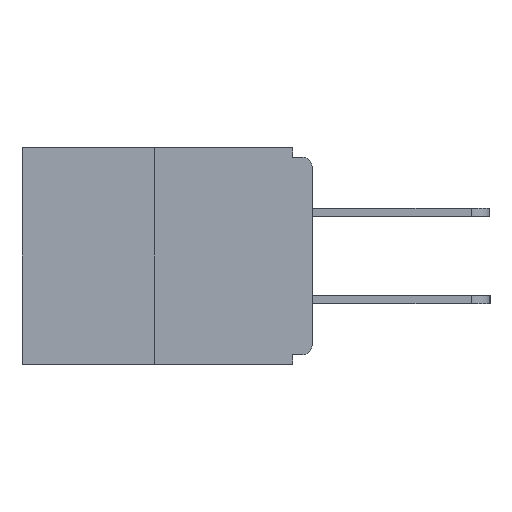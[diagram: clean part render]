
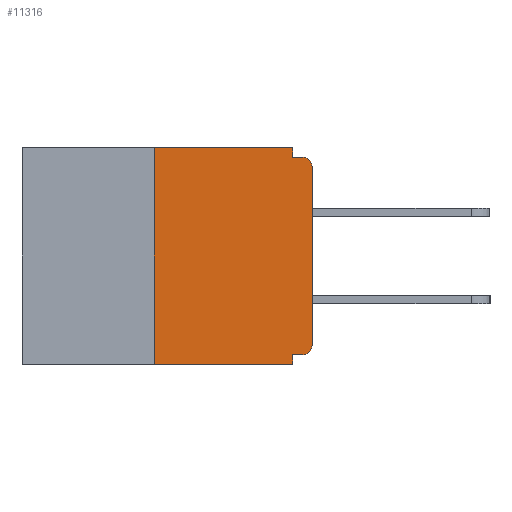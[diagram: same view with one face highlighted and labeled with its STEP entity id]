
A CAD part, left-side view. The second image highlights one B-rep face of the part: STEP entity #11316.
In plain terms, the highlighted planar face has unit normal (-1, 0, 0).
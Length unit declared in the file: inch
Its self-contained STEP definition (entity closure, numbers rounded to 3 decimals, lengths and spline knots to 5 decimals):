
#18 = ORIENTED_EDGE ( 'NONE', *, *, #7546, .F. ) ;
#229 = ORIENTED_EDGE ( 'NONE', *, *, #5717, .T. ) ;
#854 = VERTEX_POINT ( 'NONE', #1615 ) ;
#1262 = CARTESIAN_POINT ( 'NONE',  ( 0., 0., -0.03 ) ) ;
#1342 = DIRECTION ( 'NONE',  ( 0., 0., -1. ) ) ;
#1445 = CARTESIAN_POINT ( 'NONE',  ( 0., 0.015, -0.03 ) ) ;
#1580 = CARTESIAN_POINT ( 'NONE',  ( 0., 0.031, -0.015 ) ) ;
#1594 = EDGE_CURVE ( 'NONE', #8970, #2201, #6552, .T. ) ;
#1615 = CARTESIAN_POINT ( 'NONE',  ( 0., 0.031, 0. ) ) ;
#1820 = CARTESIAN_POINT ( 'NONE',  ( 0., 0., -0.015 ) ) ;
#1894 = AXIS2_PLACEMENT_3D ( 'NONE', #12748, #6022, #13683 ) ;
#2126 = ORIENTED_EDGE ( 'NONE', *, *, #6821, .F. ) ;
#2201 = VERTEX_POINT ( 'NONE', #10499 ) ;
#2212 = DIRECTION ( 'NONE',  ( 0., 0., -1. ) ) ;
#2514 = CARTESIAN_POINT ( 'NONE',  ( 0., 0.46, 0. ) ) ;
#2583 = VECTOR ( 'NONE', #3941, 39.37008 ) ;
#2679 = ORIENTED_EDGE ( 'NONE', *, *, #1594, .T. ) ;
#2756 = LINE ( 'NONE', #10554, #2583 ) ;
#3013 = VECTOR ( 'NONE', #12924, 39.37008 ) ;
#3125 = VECTOR ( 'NONE', #9361, 39.37008 ) ;
#3200 = VECTOR ( 'NONE', #2212, 39.37008 ) ;
#3259 = CARTESIAN_POINT ( 'NONE',  ( 0., 0.031, -0.343 ) ) ;
#3644 = PLANE ( 'NONE',  #9887 ) ;
#3806 = LINE ( 'NONE', #1820, #3125 ) ;
#3941 = DIRECTION ( 'NONE',  ( 0., 0., 1. ) ) ;
#4096 = LINE ( 'NONE', #11694, #7332 ) ;
#4225 = LINE ( 'NONE', #6279, #3013 ) ;
#4392 = EDGE_CURVE ( 'NONE', #10744, #5626, #3806, .T. ) ;
#4508 = FACE_OUTER_BOUND ( 'NONE', #8161, .T. ) ;
#4697 = CARTESIAN_POINT ( 'NONE',  ( 0., 0.031, -0.343 ) ) ;
#4825 = DIRECTION ( 'NONE',  ( 0., 0., -1. ) ) ;
#4879 = DIRECTION ( 'NONE',  ( 1., 0., 0. ) ) ;
#4955 = CARTESIAN_POINT ( 'NONE',  ( 0., 0.25, 0. ) ) ;
#5201 = EDGE_CURVE ( 'NONE', #11673, #5626, #13053, .T. ) ;
#5626 = VERTEX_POINT ( 'NONE', #7162 ) ;
#5717 = EDGE_CURVE ( 'NONE', #12445, #13365, #5980, .T. ) ;
#5792 = EDGE_CURVE ( 'NONE', #2201, #11673, #4096, .T. ) ;
#5807 = DIRECTION ( 'NONE',  ( 0., -1., 0. ) ) ;
#5980 = LINE ( 'NONE', #10325, #12686 ) ;
#6022 = DIRECTION ( 'NONE',  ( -1., 0., 0. ) ) ;
#6279 = CARTESIAN_POINT ( 'NONE',  ( 0., 0., -0.328 ) ) ;
#6552 = CIRCLE ( 'NONE', #1894, 0.015 ) ;
#6662 = CARTESIAN_POINT ( 'NONE',  ( 0., 0.031, 0. ) ) ;
#6821 = EDGE_CURVE ( 'NONE', #7929, #13365, #10791, .T. ) ;
#6832 = ORIENTED_EDGE ( 'NONE', *, *, #11315, .F. ) ;
#6931 = ORIENTED_EDGE ( 'NONE', *, *, #7603, .F. ) ;
#7081 = ORIENTED_EDGE ( 'NONE', *, *, #5792, .T. ) ;
#7118 = LINE ( 'NONE', #6662, #11269 ) ;
#7157 = VECTOR ( 'NONE', #5807, 39.37008 ) ;
#7162 = CARTESIAN_POINT ( 'NONE',  ( 0., 0.015, -0.015 ) ) ;
#7332 = VECTOR ( 'NONE', #11748, 39.37008 ) ;
#7546 = EDGE_CURVE ( 'NONE', #8970, #7929, #4225, .T. ) ;
#7603 = EDGE_CURVE ( 'NONE', #854, #10744, #7118, .T. ) ;
#7929 = VERTEX_POINT ( 'NONE', #13640 ) ;
#8161 = EDGE_LOOP ( 'NONE', ( #6832, #13456, #229, #2126, #18, #2679, #7081, #9355, #9895, #6931 ) ) ;
#8429 = VERTEX_POINT ( 'NONE', #4955 ) ;
#8882 = DIRECTION ( 'NONE',  ( 0., 0., -1. ) ) ;
#8970 = VERTEX_POINT ( 'NONE', #11121 ) ;
#8972 = EDGE_CURVE ( 'NONE', #12445, #8429, #2756, .T. ) ;
#9355 = ORIENTED_EDGE ( 'NONE', *, *, #5201, .T. ) ;
#9361 = DIRECTION ( 'NONE',  ( 0., -1., 0. ) ) ;
#9675 = AXIS2_PLACEMENT_3D ( 'NONE', #1445, #10165, #1342 ) ;
#9887 = AXIS2_PLACEMENT_3D ( 'NONE', #11373, #4879, #4825 ) ;
#9895 = ORIENTED_EDGE ( 'NONE', *, *, #4392, .F. ) ;
#10129 = LINE ( 'NONE', #2514, #7157 ) ;
#10165 = DIRECTION ( 'NONE',  ( -1., 0., 0. ) ) ;
#10325 = CARTESIAN_POINT ( 'NONE',  ( 0., 0.46, -0.343 ) ) ;
#10343 = CARTESIAN_POINT ( 'NONE',  ( 0., 0.25, -0.343 ) ) ;
#10499 = CARTESIAN_POINT ( 'NONE',  ( 0., 0., -0.313 ) ) ;
#10554 = CARTESIAN_POINT ( 'NONE',  ( 0., 0.25, 0. ) ) ;
#10744 = VERTEX_POINT ( 'NONE', #1580 ) ;
#10765 = DIRECTION ( 'NONE',  ( 0., -1., 0. ) ) ;
#10791 = LINE ( 'NONE', #3259, #3200 ) ;
#11121 = CARTESIAN_POINT ( 'NONE',  ( 0., 0.015, -0.328 ) ) ;
#11269 = VECTOR ( 'NONE', #8882, 39.37008 ) ;
#11315 = EDGE_CURVE ( 'NONE', #8429, #854, #10129, .T. ) ;
#11316 = ADVANCED_FACE ( 'NONE', ( #4508 ), #3644, .F. ) ;
#11373 = CARTESIAN_POINT ( 'NONE',  ( 0., 0.46, 0. ) ) ;
#11673 = VERTEX_POINT ( 'NONE', #1262 ) ;
#11694 = CARTESIAN_POINT ( 'NONE',  ( 0., 0., 0. ) ) ;
#11748 = DIRECTION ( 'NONE',  ( 0., 0., 1. ) ) ;
#12445 = VERTEX_POINT ( 'NONE', #10343 ) ;
#12686 = VECTOR ( 'NONE', #10765, 39.37008 ) ;
#12748 = CARTESIAN_POINT ( 'NONE',  ( 0., 0.015, -0.313 ) ) ;
#12924 = DIRECTION ( 'NONE',  ( 0., 1., 0. ) ) ;
#13053 = CIRCLE ( 'NONE', #9675, 0.015 ) ;
#13365 = VERTEX_POINT ( 'NONE', #4697 ) ;
#13456 = ORIENTED_EDGE ( 'NONE', *, *, #8972, .F. ) ;
#13640 = CARTESIAN_POINT ( 'NONE',  ( 0., 0.031, -0.328 ) ) ;
#13683 = DIRECTION ( 'NONE',  ( 0., 0., -1. ) ) ;
